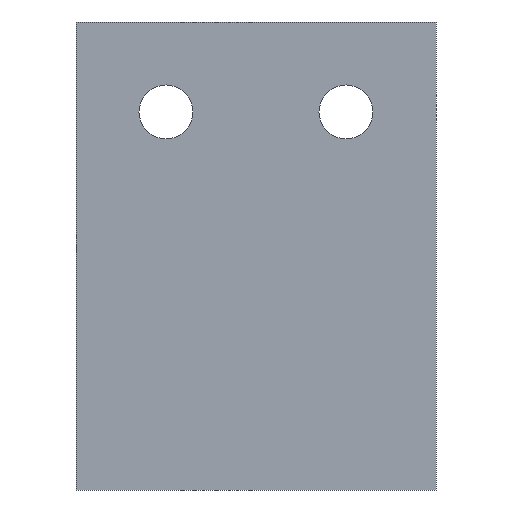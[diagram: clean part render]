
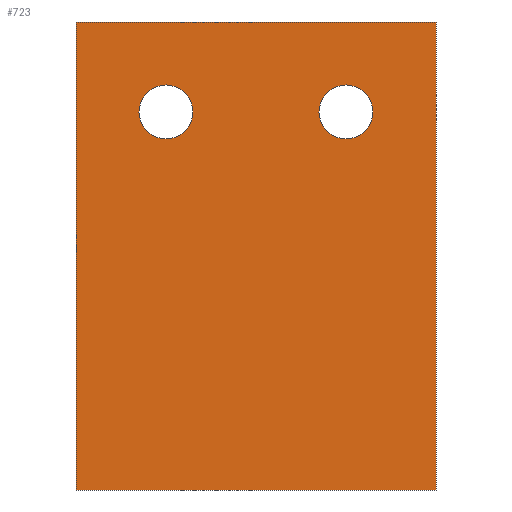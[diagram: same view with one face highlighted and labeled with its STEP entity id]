
A CAD part, front view. The second image highlights one B-rep face of the part: STEP entity #723.
In plain terms, the highlighted planar face has unit normal (0, -1, 0).
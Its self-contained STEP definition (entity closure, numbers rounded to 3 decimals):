
#55 = PLANE('',#56);
#56 = AXIS2_PLACEMENT_3D('',#57,#58,#59);
#57 = CARTESIAN_POINT('',(488.492,15.89,185.));
#58 = DIRECTION('',(0.,0.,-1.));
#59 = DIRECTION('',(0.,1.,0.));
#83 = PLANE('',#84);
#84 = AXIS2_PLACEMENT_3D('',#85,#86,#87);
#85 = CARTESIAN_POINT('',(468.492,19.67,171.615));
#86 = DIRECTION('',(1.,0.,0.));
#87 = DIRECTION('',(0.,1.,0.));
#137 = PLANE('',#138);
#138 = AXIS2_PLACEMENT_3D('',#139,#140,#141);
#139 = CARTESIAN_POINT('',(488.492,19.67,171.615));
#140 = DIRECTION('',(1.,0.,0.));
#141 = DIRECTION('',(0.,1.,0.));
#168 = CYLINDRICAL_SURFACE('',#169,1.5);
#169 = AXIS2_PLACEMENT_3D('',#170,#171,#172);
#170 = CARTESIAN_POINT('',(473.492,15.89,180.));
#171 = DIRECTION('',(0.,-1.,0.));
#172 = DIRECTION('',(1.,0.,0.));
#199 = CYLINDRICAL_SURFACE('',#200,1.5);
#200 = AXIS2_PLACEMENT_3D('',#201,#202,#203);
#201 = CARTESIAN_POINT('',(483.492,15.89,180.));
#202 = DIRECTION('',(0.,-1.,0.));
#203 = DIRECTION('',(1.,0.,0.));
#214 = EDGE_CURVE('',#215,#217,#219,.T.);
#215 = VERTEX_POINT('',#216);
#216 = CARTESIAN_POINT('',(488.492,15.89,185.));
#217 = VERTEX_POINT('',#218);
#218 = CARTESIAN_POINT('',(468.492,15.89,185.));
#219 = SURFACE_CURVE('',#220,(#224,#231),.PCURVE_S1.);
#220 = LINE('',#221,#222);
#221 = CARTESIAN_POINT('',(488.492,15.89,185.));
#222 = VECTOR('',#223,1.);
#223 = DIRECTION('',(-1.,-0.,-0.));
#224 = PCURVE('',#55,#225);
#225 = DEFINITIONAL_REPRESENTATION('',(#226),#230);
#226 = LINE('',#227,#228);
#227 = CARTESIAN_POINT('',(0.,0.));
#228 = VECTOR('',#229,1.);
#229 = DIRECTION('',(0.,-1.));
#230 = ( GEOMETRIC_REPRESENTATION_CONTEXT(2) 
PARAMETRIC_REPRESENTATION_CONTEXT() REPRESENTATION_CONTEXT('2D SPACE',''
  ) );
#231 = PCURVE('',#232,#237);
#232 = PLANE('',#233);
#233 = AXIS2_PLACEMENT_3D('',#234,#235,#236);
#234 = CARTESIAN_POINT('',(488.492,15.89,159.));
#235 = DIRECTION('',(0.,1.,0.));
#236 = DIRECTION('',(0.,0.,1.));
#237 = DEFINITIONAL_REPRESENTATION('',(#238),#242);
#238 = LINE('',#239,#240);
#239 = CARTESIAN_POINT('',(26.,0.));
#240 = VECTOR('',#241,1.);
#241 = DIRECTION('',(0.,-1.));
#242 = ( GEOMETRIC_REPRESENTATION_CONTEXT(2) 
PARAMETRIC_REPRESENTATION_CONTEXT() REPRESENTATION_CONTEXT('2D SPACE',''
  ) );
#399 = VERTEX_POINT('',#400);
#400 = CARTESIAN_POINT('',(488.492,15.89,159.));
#414 = PLANE('',#415);
#415 = AXIS2_PLACEMENT_3D('',#416,#417,#418);
#416 = CARTESIAN_POINT('',(488.492,18.59,159.));
#417 = DIRECTION('',(0.,0.,1.));
#418 = DIRECTION('',(0.,-1.,0.));
#426 = EDGE_CURVE('',#399,#215,#427,.T.);
#427 = SURFACE_CURVE('',#428,(#432,#439),.PCURVE_S1.);
#428 = LINE('',#429,#430);
#429 = CARTESIAN_POINT('',(488.492,15.89,159.));
#430 = VECTOR('',#431,1.);
#431 = DIRECTION('',(0.,0.,1.));
#432 = PCURVE('',#137,#433);
#433 = DEFINITIONAL_REPRESENTATION('',(#434),#438);
#434 = LINE('',#435,#436);
#435 = CARTESIAN_POINT('',(-3.78,-12.615));
#436 = VECTOR('',#437,1.);
#437 = DIRECTION('',(0.,1.));
#438 = ( GEOMETRIC_REPRESENTATION_CONTEXT(2) 
PARAMETRIC_REPRESENTATION_CONTEXT() REPRESENTATION_CONTEXT('2D SPACE',''
  ) );
#439 = PCURVE('',#232,#440);
#440 = DEFINITIONAL_REPRESENTATION('',(#441),#445);
#441 = LINE('',#442,#443);
#442 = CARTESIAN_POINT('',(0.,0.));
#443 = VECTOR('',#444,1.);
#444 = DIRECTION('',(1.,0.));
#445 = ( GEOMETRIC_REPRESENTATION_CONTEXT(2) 
PARAMETRIC_REPRESENTATION_CONTEXT() REPRESENTATION_CONTEXT('2D SPACE',''
  ) );
#545 = VERTEX_POINT('',#546);
#546 = CARTESIAN_POINT('',(468.492,15.89,159.));
#567 = EDGE_CURVE('',#545,#217,#568,.T.);
#568 = SURFACE_CURVE('',#569,(#573,#580),.PCURVE_S1.);
#569 = LINE('',#570,#571);
#570 = CARTESIAN_POINT('',(468.492,15.89,159.));
#571 = VECTOR('',#572,1.);
#572 = DIRECTION('',(0.,0.,1.));
#573 = PCURVE('',#83,#574);
#574 = DEFINITIONAL_REPRESENTATION('',(#575),#579);
#575 = LINE('',#576,#577);
#576 = CARTESIAN_POINT('',(-3.78,-12.615));
#577 = VECTOR('',#578,1.);
#578 = DIRECTION('',(0.,1.));
#579 = ( GEOMETRIC_REPRESENTATION_CONTEXT(2) 
PARAMETRIC_REPRESENTATION_CONTEXT() REPRESENTATION_CONTEXT('2D SPACE',''
  ) );
#580 = PCURVE('',#232,#581);
#581 = DEFINITIONAL_REPRESENTATION('',(#582),#586);
#582 = LINE('',#583,#584);
#583 = CARTESIAN_POINT('',(0.,-20.));
#584 = VECTOR('',#585,1.);
#585 = DIRECTION('',(1.,0.));
#586 = ( GEOMETRIC_REPRESENTATION_CONTEXT(2) 
PARAMETRIC_REPRESENTATION_CONTEXT() REPRESENTATION_CONTEXT('2D SPACE',''
  ) );
#619 = EDGE_CURVE('',#620,#620,#622,.T.);
#620 = VERTEX_POINT('',#621);
#621 = CARTESIAN_POINT('',(474.992,15.89,180.));
#622 = SURFACE_CURVE('',#623,(#628,#635),.PCURVE_S1.);
#623 = CIRCLE('',#624,1.5);
#624 = AXIS2_PLACEMENT_3D('',#625,#626,#627);
#625 = CARTESIAN_POINT('',(473.492,15.89,180.));
#626 = DIRECTION('',(0.,-1.,0.));
#627 = DIRECTION('',(1.,0.,0.));
#628 = PCURVE('',#168,#629);
#629 = DEFINITIONAL_REPRESENTATION('',(#630),#634);
#630 = LINE('',#631,#632);
#631 = CARTESIAN_POINT('',(0.,0.));
#632 = VECTOR('',#633,1.);
#633 = DIRECTION('',(1.,0.));
#634 = ( GEOMETRIC_REPRESENTATION_CONTEXT(2) 
PARAMETRIC_REPRESENTATION_CONTEXT() REPRESENTATION_CONTEXT('2D SPACE',''
  ) );
#635 = PCURVE('',#232,#636);
#636 = DEFINITIONAL_REPRESENTATION('',(#637),#645);
#637 = ( BOUNDED_CURVE() B_SPLINE_CURVE(2,(#638,#639,#640,#641,#642,#643
,#644),.UNSPECIFIED.,.T.,.F.) B_SPLINE_CURVE_WITH_KNOTS((1,2,2,2,2,1),(
    -2.094,0.,2.094,4.189,6.283,
8.378),.UNSPECIFIED.) CURVE() GEOMETRIC_REPRESENTATION_ITEM() 
RATIONAL_B_SPLINE_CURVE((1.,0.5,1.,0.5,1.,0.5,1.)) REPRESENTATION_ITEM(
  '') );
#638 = CARTESIAN_POINT('',(21.,-13.5));
#639 = CARTESIAN_POINT('',(23.598,-13.5));
#640 = CARTESIAN_POINT('',(22.299,-15.75));
#641 = CARTESIAN_POINT('',(21.,-18.));
#642 = CARTESIAN_POINT('',(19.701,-15.75));
#643 = CARTESIAN_POINT('',(18.402,-13.5));
#644 = CARTESIAN_POINT('',(21.,-13.5));
#645 = ( GEOMETRIC_REPRESENTATION_CONTEXT(2) 
PARAMETRIC_REPRESENTATION_CONTEXT() REPRESENTATION_CONTEXT('2D SPACE',''
  ) );
#673 = EDGE_CURVE('',#674,#674,#676,.T.);
#674 = VERTEX_POINT('',#675);
#675 = CARTESIAN_POINT('',(484.992,15.89,180.));
#676 = SURFACE_CURVE('',#677,(#682,#689),.PCURVE_S1.);
#677 = CIRCLE('',#678,1.5);
#678 = AXIS2_PLACEMENT_3D('',#679,#680,#681);
#679 = CARTESIAN_POINT('',(483.492,15.89,180.));
#680 = DIRECTION('',(0.,-1.,0.));
#681 = DIRECTION('',(1.,0.,0.));
#682 = PCURVE('',#199,#683);
#683 = DEFINITIONAL_REPRESENTATION('',(#684),#688);
#684 = LINE('',#685,#686);
#685 = CARTESIAN_POINT('',(0.,0.));
#686 = VECTOR('',#687,1.);
#687 = DIRECTION('',(1.,0.));
#688 = ( GEOMETRIC_REPRESENTATION_CONTEXT(2) 
PARAMETRIC_REPRESENTATION_CONTEXT() REPRESENTATION_CONTEXT('2D SPACE',''
  ) );
#689 = PCURVE('',#232,#690);
#690 = DEFINITIONAL_REPRESENTATION('',(#691),#699);
#691 = ( BOUNDED_CURVE() B_SPLINE_CURVE(2,(#692,#693,#694,#695,#696,#697
,#698),.UNSPECIFIED.,.T.,.F.) B_SPLINE_CURVE_WITH_KNOTS((1,2,2,2,2,1),(
    -2.094,0.,2.094,4.189,6.283,
8.378),.UNSPECIFIED.) CURVE() GEOMETRIC_REPRESENTATION_ITEM() 
RATIONAL_B_SPLINE_CURVE((1.,0.5,1.,0.5,1.,0.5,1.)) REPRESENTATION_ITEM(
  '') );
#692 = CARTESIAN_POINT('',(21.,-3.5));
#693 = CARTESIAN_POINT('',(23.598,-3.5));
#694 = CARTESIAN_POINT('',(22.299,-5.75));
#695 = CARTESIAN_POINT('',(21.,-8.));
#696 = CARTESIAN_POINT('',(19.701,-5.75));
#697 = CARTESIAN_POINT('',(18.402,-3.5));
#698 = CARTESIAN_POINT('',(21.,-3.5));
#699 = ( GEOMETRIC_REPRESENTATION_CONTEXT(2) 
PARAMETRIC_REPRESENTATION_CONTEXT() REPRESENTATION_CONTEXT('2D SPACE',''
  ) );
#723 = ADVANCED_FACE('',(#724,#750,#753),#232,.F.);
#724 = FACE_BOUND('',#725,.F.);
#725 = EDGE_LOOP('',(#726,#747,#748,#749));
#726 = ORIENTED_EDGE('',*,*,#727,.T.);
#727 = EDGE_CURVE('',#399,#545,#728,.T.);
#728 = SURFACE_CURVE('',#729,(#733,#740),.PCURVE_S1.);
#729 = LINE('',#730,#731);
#730 = CARTESIAN_POINT('',(488.492,15.89,159.));
#731 = VECTOR('',#732,1.);
#732 = DIRECTION('',(-1.,-0.,-0.));
#733 = PCURVE('',#232,#734);
#734 = DEFINITIONAL_REPRESENTATION('',(#735),#739);
#735 = LINE('',#736,#737);
#736 = CARTESIAN_POINT('',(0.,0.));
#737 = VECTOR('',#738,1.);
#738 = DIRECTION('',(0.,-1.));
#739 = ( GEOMETRIC_REPRESENTATION_CONTEXT(2) 
PARAMETRIC_REPRESENTATION_CONTEXT() REPRESENTATION_CONTEXT('2D SPACE',''
  ) );
#740 = PCURVE('',#414,#741);
#741 = DEFINITIONAL_REPRESENTATION('',(#742),#746);
#742 = LINE('',#743,#744);
#743 = CARTESIAN_POINT('',(2.7,0.));
#744 = VECTOR('',#745,1.);
#745 = DIRECTION('',(0.,-1.));
#746 = ( GEOMETRIC_REPRESENTATION_CONTEXT(2) 
PARAMETRIC_REPRESENTATION_CONTEXT() REPRESENTATION_CONTEXT('2D SPACE',''
  ) );
#747 = ORIENTED_EDGE('',*,*,#567,.T.);
#748 = ORIENTED_EDGE('',*,*,#214,.F.);
#749 = ORIENTED_EDGE('',*,*,#426,.F.);
#750 = FACE_BOUND('',#751,.F.);
#751 = EDGE_LOOP('',(#752));
#752 = ORIENTED_EDGE('',*,*,#619,.T.);
#753 = FACE_BOUND('',#754,.F.);
#754 = EDGE_LOOP('',(#755));
#755 = ORIENTED_EDGE('',*,*,#673,.T.);
